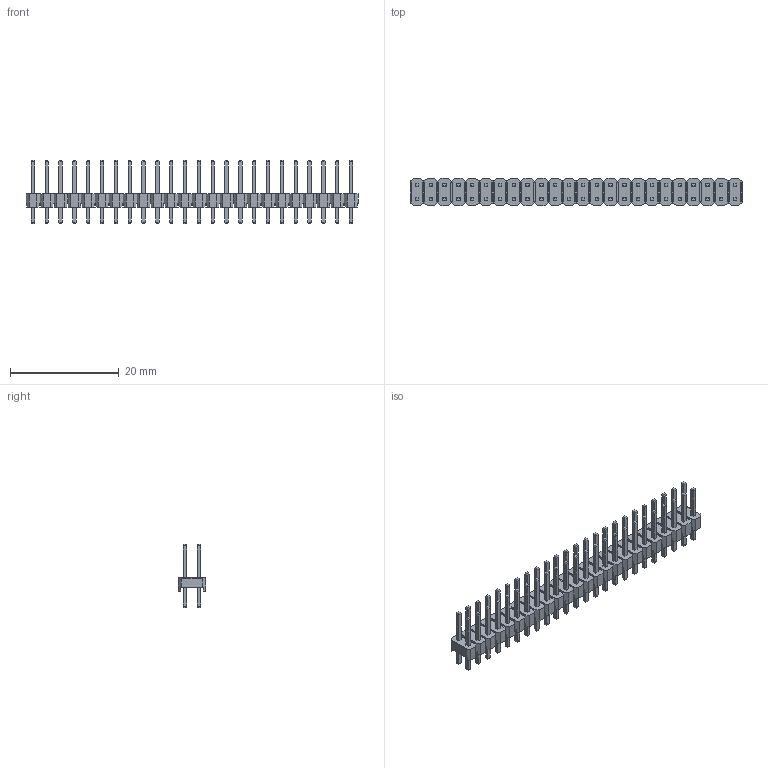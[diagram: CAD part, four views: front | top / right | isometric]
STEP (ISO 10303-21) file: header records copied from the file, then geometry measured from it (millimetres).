
FILE_DESCRIPTION(('STEP AP214'), '1');
FILE_NAME('PLD', '', ('UNSPECIFIED'), ('UNSPECIFIED'), 'ASCON STEP Converter 1.6', 'ASCON Math Kernel', '');
FILE_SCHEMA(('AUTOMOTIVE_DESIGN { 1 0 10303 214 3 1 1}'));
Length unit declared in the file: millimetre
Bounding box: 60.96 x 5.08 x 11.6 mm (x, y, z)
Volume: 740.5 mm3; surface area: 2207.7 mm2
Topology: 1 solids, 1 shells, 1231 faces, 2946 edges, 1836 vertices
Faces by surface type: plane 1231
Entity records: 44276 total; most frequent: CARTESIAN_POINT 6014, ORIENTED_EDGE 5892, DIRECTION 5410, EDGE_CURVE 2946, LINE 2946, VECTOR 2946, VERTEX_POINT 1836, FACE_BOUND 1350
